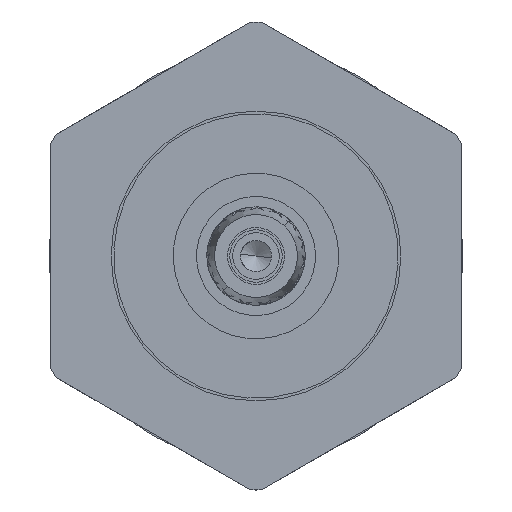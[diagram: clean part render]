
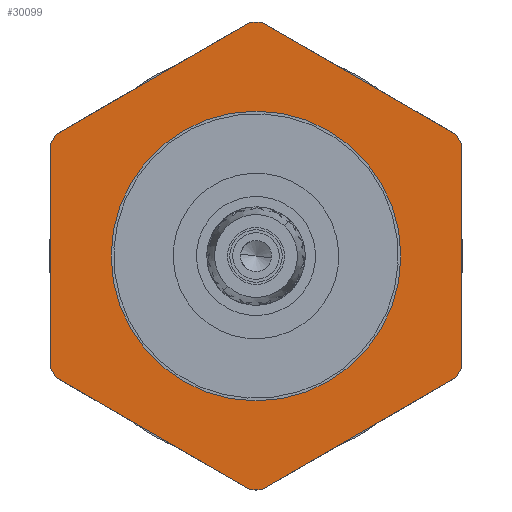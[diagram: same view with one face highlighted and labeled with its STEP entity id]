
A CAD part, left-side view. The second image highlights one B-rep face of the part: STEP entity #30099.
In plain terms, the highlighted planar face has unit normal (-1, 0, 0).
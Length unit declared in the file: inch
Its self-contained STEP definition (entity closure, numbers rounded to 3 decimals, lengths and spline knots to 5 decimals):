
#810 = DIRECTION ( 'NONE',  ( 1., 0., 0. ) ) ;
#1806 = DIRECTION ( 'NONE',  ( 0., 0.5, -0.866 ) ) ;
#2403 = DIRECTION ( 'NONE',  ( 1., 0., 0. ) ) ;
#2565 = AXIS2_PLACEMENT_3D ( 'NONE', #25113, #810, #25623 ) ;
#3620 = ORIENTED_EDGE ( 'NONE', *, *, #20182, .F. ) ;
#3829 = VECTOR ( 'NONE', #27326, 39.37008 ) ;
#5004 = EDGE_CURVE ( 'NONE', #9304, #34717, #32017, .T. ) ;
#5156 = ORIENTED_EDGE ( 'NONE', *, *, #5004, .T. ) ;
#5736 = EDGE_CURVE ( 'NONE', #32648, #13448, #8961, .T. ) ;
#5742 = CARTESIAN_POINT ( 'NONE',  ( 0.37377, 0.00412, -0.17804 ) ) ;
#5889 = CARTESIAN_POINT ( 'NONE',  ( 0.37377, 0.15423, 0.08905 ) ) ;
#6252 = EDGE_LOOP ( 'NONE', ( #22636, #25024, #13781, #31712, #38520, #26482, #33946, #25959, #25466, #5156, #3620, #22642 ) ) ;
#6265 = DIRECTION ( 'NONE',  ( 0., 0.5, -0.866 ) ) ;
#6382 = CARTESIAN_POINT ( 'NONE',  ( 0.37377, 0., 0. ) ) ;
#6980 = EDGE_CURVE ( 'NONE', #35174, #23780, #19127, .T. ) ;
#6989 = DIRECTION ( 'NONE',  ( 0., 0.866, 0.5 ) ) ;
#7109 = EDGE_LOOP ( 'NONE', ( #34767, #19736 ) ) ;
#7182 = EDGE_CURVE ( 'NONE', #8068, #25155, #39408, .T. ) ;
#7320 = CARTESIAN_POINT ( 'NONE',  ( 0.37377, 0.15213, 0.09259 ) ) ;
#7585 = EDGE_CURVE ( 'NONE', #30077, #7625, #12838, .T. ) ;
#7625 = VERTEX_POINT ( 'NONE', #12573 ) ;
#8038 = CARTESIAN_POINT ( 'NONE',  ( 0.37377, 0.05512, -0.09547 ) ) ;
#8068 = VERTEX_POINT ( 'NONE', #16165 ) ;
#8087 = CARTESIAN_POINT ( 'NONE',  ( 0.37377, -0.00101, -0.17984 ) ) ;
#8451 = CARTESIAN_POINT ( 'NONE',  ( 0.37377, 0.23236, -0.04627 ) ) ;
#8961 = LINE ( 'NONE', #37973, #33706 ) ;
#9266 = AXIS2_PLACEMENT_3D ( 'NONE', #28876, #10056, #31704 ) ;
#9304 = VERTEX_POINT ( 'NONE', #32523 ) ;
#9686 = CIRCLE ( 'NONE', #9266, 0.17809 ) ;
#9811 = CARTESIAN_POINT ( 'NONE',  ( 0.37377, 0., 0. ) ) ;
#10056 = DIRECTION ( 'NONE',  ( 1., 0., 0. ) ) ;
#10901 = CARTESIAN_POINT ( 'NONE',  ( 0.37377, 0., 0. ) ) ;
#11553 = EDGE_CURVE ( 'NONE', #9304, #23780, #13149, .T. ) ;
#11690 = LINE ( 'NONE', #8451, #3829 ) ;
#11814 = CARTESIAN_POINT ( 'NONE',  ( 0.37377, -0.15625, 0.08905 ) ) ;
#12217 = CARTESIAN_POINT ( 'NONE',  ( 0.37377, 0.15625, 0.08905 ) ) ;
#12573 = CARTESIAN_POINT ( 'NONE',  ( 0.37377, -0.05512, 0.09547 ) ) ;
#12616 = CIRCLE ( 'NONE', #2565, 0.11024 ) ;
#12750 = DIRECTION ( 'NONE',  ( 0., 0.5, -0.866 ) ) ;
#12838 = CIRCLE ( 'NONE', #33905, 0.11024 ) ;
#12997 = CARTESIAN_POINT ( 'NONE',  ( 0.37377, 0.15524, 0.09079 ) ) ;
#13149 = CIRCLE ( 'NONE', #17497, 0.17809 ) ;
#13191 = EDGE_CURVE ( 'NONE', #21226, #29461, #32961, .T. ) ;
#13448 = VERTEX_POINT ( 'NONE', #24850 ) ;
#13781 = ORIENTED_EDGE ( 'NONE', *, *, #15792, .F. ) ;
#13839 = EDGE_CURVE ( 'NONE', #21226, #13448, #9686, .T. ) ;
#15437 = DIRECTION ( 'NONE',  ( 0., 0.5, -0.866 ) ) ;
#15792 = EDGE_CURVE ( 'NONE', #8068, #29461, #18834, .T. ) ;
#16165 = CARTESIAN_POINT ( 'NONE',  ( 0.37377, 0.15625, 0.08545 ) ) ;
#16596 = AXIS2_PLACEMENT_3D ( 'NONE', #10901, #35502, #1806 ) ;
#16645 = AXIS2_PLACEMENT_3D ( 'NONE', #21662, #30865, #12750 ) ;
#17173 = EDGE_CURVE ( 'NONE', #34605, #25155, #18334, .T. ) ;
#17497 = AXIS2_PLACEMENT_3D ( 'NONE', #20573, #2403, #27212 ) ;
#18169 = VECTOR ( 'NONE', #38557, 39.37008 ) ;
#18334 = CIRCLE ( 'NONE', #28070, 0.17809 ) ;
#18834 = CIRCLE ( 'NONE', #16645, 0.17809 ) ;
#19127 = LINE ( 'NONE', #8087, #18169 ) ;
#19243 = FACE_BOUND ( 'NONE', #7109, .T. ) ;
#19736 = ORIENTED_EDGE ( 'NONE', *, *, #26443, .T. ) ;
#19841 = CARTESIAN_POINT ( 'NONE',  ( 0.37377, -0.15213, -0.09259 ) ) ;
#20182 = EDGE_CURVE ( 'NONE', #32648, #34717, #30750, .T. ) ;
#20573 = CARTESIAN_POINT ( 'NONE',  ( 0.37377, 0., 0. ) ) ;
#21226 = VERTEX_POINT ( 'NONE', #29474 ) ;
#21398 = PLANE ( 'NONE',  #33904 ) ;
#21662 = CARTESIAN_POINT ( 'NONE',  ( 0.37377, 0., 0. ) ) ;
#22481 = CARTESIAN_POINT ( 'NONE',  ( 0.37377, -0.00412, -0.17804 ) ) ;
#22636 = ORIENTED_EDGE ( 'NONE', *, *, #13839, .F. ) ;
#22642 = ORIENTED_EDGE ( 'NONE', *, *, #5736, .T. ) ;
#22824 = VECTOR ( 'NONE', #25691, 39.37008 ) ;
#23780 = VERTEX_POINT ( 'NONE', #19841 ) ;
#24850 = CARTESIAN_POINT ( 'NONE',  ( 0.37377, -0.00412, 0.17804 ) ) ;
#25024 = ORIENTED_EDGE ( 'NONE', *, *, #13191, .T. ) ;
#25113 = CARTESIAN_POINT ( 'NONE',  ( 0.37377, 0., 0. ) ) ;
#25155 = VERTEX_POINT ( 'NONE', #39530 ) ;
#25466 = ORIENTED_EDGE ( 'NONE', *, *, #11553, .F. ) ;
#25525 = CARTESIAN_POINT ( 'NONE',  ( 0.37377, 0.15213, -0.09259 ) ) ;
#25623 = DIRECTION ( 'NONE',  ( 0., 0.5, -0.866 ) ) ;
#25691 = DIRECTION ( 'NONE',  ( 0., 0.866, -0.5 ) ) ;
#25759 = EDGE_CURVE ( 'NONE', #34605, #39818, #11690, .T. ) ;
#25959 = ORIENTED_EDGE ( 'NONE', *, *, #6980, .T. ) ;
#26443 = EDGE_CURVE ( 'NONE', #7625, #30077, #12616, .T. ) ;
#26482 = ORIENTED_EDGE ( 'NONE', *, *, #25759, .T. ) ;
#27212 = DIRECTION ( 'NONE',  ( 0., 0.5, -0.866 ) ) ;
#27326 = DIRECTION ( 'NONE',  ( 0., -0.866, -0.5 ) ) ;
#28070 = AXIS2_PLACEMENT_3D ( 'NONE', #9811, #34475, #31611 ) ;
#28106 = DIRECTION ( 'NONE',  ( 1., 0., 0. ) ) ;
#28154 = VECTOR ( 'NONE', #30454, 39.37008 ) ;
#28876 = CARTESIAN_POINT ( 'NONE',  ( 0.37377, 0., 0. ) ) ;
#29264 = AXIS2_PLACEMENT_3D ( 'NONE', #29287, #32112, #35096 ) ;
#29287 = CARTESIAN_POINT ( 'NONE',  ( 0.37377, 0., 0. ) ) ;
#29461 = VERTEX_POINT ( 'NONE', #7320 ) ;
#29474 = CARTESIAN_POINT ( 'NONE',  ( 0.37377, 0.00412, 0.17804 ) ) ;
#30077 = VERTEX_POINT ( 'NONE', #8038 ) ;
#30099 = ADVANCED_FACE ( 'NONE', ( #35652, #19243 ), #21398, .F. ) ;
#30454 = DIRECTION ( 'NONE',  ( 0., 0., 1. ) ) ;
#30461 = DIRECTION ( 'NONE',  ( 0., 0., -1. ) ) ;
#30750 = CIRCLE ( 'NONE', #16596, 0.17809 ) ;
#30833 = DIRECTION ( 'NONE',  ( 1., 0., 0. ) ) ;
#30865 = DIRECTION ( 'NONE',  ( 1., 0., 0. ) ) ;
#31209 = EDGE_CURVE ( 'NONE', #35174, #39818, #34252, .T. ) ;
#31611 = DIRECTION ( 'NONE',  ( 0., 0.5, -0.866 ) ) ;
#31704 = DIRECTION ( 'NONE',  ( 0., 0.5, -0.866 ) ) ;
#31712 = ORIENTED_EDGE ( 'NONE', *, *, #7182, .T. ) ;
#32017 = LINE ( 'NONE', #11814, #28154 ) ;
#32112 = DIRECTION ( 'NONE',  ( 1., 0., 0. ) ) ;
#32523 = CARTESIAN_POINT ( 'NONE',  ( 0.37377, -0.15625, -0.08545 ) ) ;
#32648 = VERTEX_POINT ( 'NONE', #36923 ) ;
#32961 = LINE ( 'NONE', #12997, #22824 ) ;
#33706 = VECTOR ( 'NONE', #6989, 39.37008 ) ;
#33904 = AXIS2_PLACEMENT_3D ( 'NONE', #5889, #30833, #15437 ) ;
#33905 = AXIS2_PLACEMENT_3D ( 'NONE', #6382, #28106, #6265 ) ;
#33946 = ORIENTED_EDGE ( 'NONE', *, *, #31209, .F. ) ;
#34252 = CIRCLE ( 'NONE', #29264, 0.17809 ) ;
#34475 = DIRECTION ( 'NONE',  ( 1., 0., 0. ) ) ;
#34605 = VERTEX_POINT ( 'NONE', #25525 ) ;
#34717 = VERTEX_POINT ( 'NONE', #35917 ) ;
#34767 = ORIENTED_EDGE ( 'NONE', *, *, #7585, .T. ) ;
#35096 = DIRECTION ( 'NONE',  ( 0., 0.5, -0.866 ) ) ;
#35174 = VERTEX_POINT ( 'NONE', #22481 ) ;
#35502 = DIRECTION ( 'NONE',  ( 1., 0., 0. ) ) ;
#35652 = FACE_OUTER_BOUND ( 'NONE', #6252, .T. ) ;
#35917 = CARTESIAN_POINT ( 'NONE',  ( 0.37377, -0.15625, 0.08545 ) ) ;
#36923 = CARTESIAN_POINT ( 'NONE',  ( 0.37377, -0.15213, 0.09259 ) ) ;
#37973 = CARTESIAN_POINT ( 'NONE',  ( 0.37377, 0.07611, 0.22436 ) ) ;
#38520 = ORIENTED_EDGE ( 'NONE', *, *, #17173, .F. ) ;
#38557 = DIRECTION ( 'NONE',  ( 0., -0.866, 0.5 ) ) ;
#38901 = VECTOR ( 'NONE', #30461, 39.37008 ) ;
#39408 = LINE ( 'NONE', #12217, #38901 ) ;
#39530 = CARTESIAN_POINT ( 'NONE',  ( 0.37377, 0.15625, -0.08545 ) ) ;
#39818 = VERTEX_POINT ( 'NONE', #5742 ) ;
